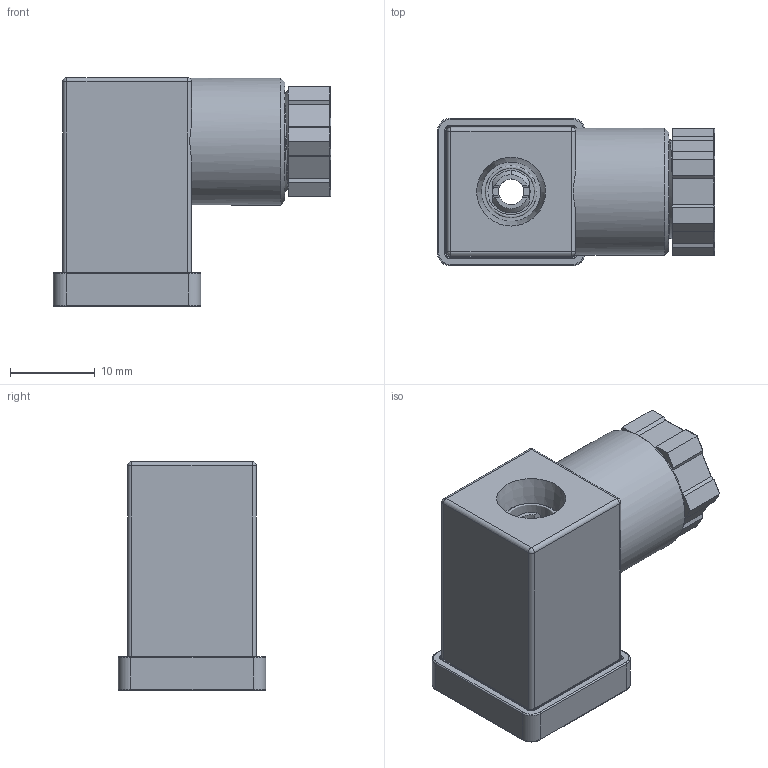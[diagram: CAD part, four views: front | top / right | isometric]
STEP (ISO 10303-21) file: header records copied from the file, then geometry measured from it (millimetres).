
FILE_DESCRIPTION((''),'2;1');
FILE_NAME('ASSIEME MICRO8 A CABLARE CON LED.stp','2019-01-09T10:10:48',('qualita'),(''),'Autodesk Inventor 2013','Autodesk Inventor 2013','');
FILE_SCHEMA(('AUTOMOTIVE_DESIGN { 1 0 10303 214 1 1 1 1 }'));
Length unit declared in the file: millimetre
Products named in the file (1): ASSIEME MICRO8 A CABLARE SENZA ELETTRONICA
Bounding box: 32.71 x 17.4 x 27 mm (x, y, z)
Volume: 5438.9 mm3; surface area: 9418.8 mm2
Topology: 10 solids, 10 shells, 689 faces, 1729 edges, 1067 vertices
Faces by surface type: plane 434, cylinder 146, bspline 95, cone 8, sphere 5, revolution 1
Full cylindrical faces by diameter (mm): 0.945 x1, 1.295 x1, 2.1 x3, 2.5 x3, 2.7 x3, 3 x5, 4 x1, 4.3 x1, 4.5 x1, 7 x1, 7.5 x1, 11 x5, 11.5 x6, 12 x1, 15 x1
Entity records: 31608 total; most frequent: CARTESIAN_POINT 15724, ORIENTED_EDGE 3336, DIRECTION 2852, EDGE_CURVE 1668, VECTOR 1159, LINE 1159, VERTEX_POINT 1055, AXIS2_PLACEMENT_3D 846
